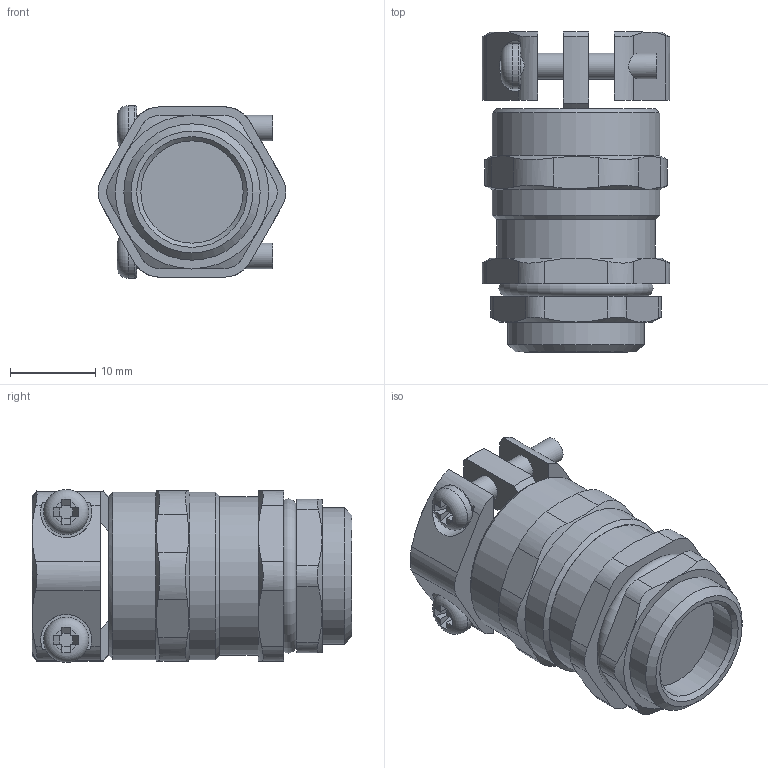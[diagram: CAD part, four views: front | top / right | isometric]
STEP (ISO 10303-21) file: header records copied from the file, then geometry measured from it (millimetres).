
FILE_DESCRIPTION(/* description */ ('ВКХ-ЛР-М16-10-L8'),/* implementation_level */ '2;1');
FILE_NAME(/* name */ '',/* time_stamp */ '2025-07-17T11:04:20+07:00',/* author */ ('zeta-86'),/* organization */ (''),/* preprocessor_version */ 'ST-DEVELOPER v19.2',/* originating_system */ 'Autodesk Inventor 2024',/* authorisation */ '');
FILE_SCHEMA (('AUTOMOTIVE_DESIGN { 1 0 10303 214 3 1 1 }'));
Length unit declared in the file: millimetre
Products named in the file (1): zeta34754 ВКХ-ЛР-М1
6-10-L8
Bounding box: 22.01 x 37.55 x 20.3 mm (x, y, z)
Volume: 9386 mm3; surface area: 4543 mm2
Topology: 2 solids, 2 shells, 251 faces, 693 edges, 450 vertices
Faces by surface type: plane 87, cylinder 83, cone 70, torus 11
Full cylindrical faces by diameter (mm): 2.4 x2, 3 x4, 3.2 x4, 5.3 x2, 12 x1, 14.3 x1, 14.5 x1, 16 x1, 18.6 x1, 19.7 x2
Entity records: 8374 total; most frequent: CARTESIAN_POINT 2278, ORIENTED_EDGE 1386, DIRECTION 1197, EDGE_CURVE 693, AXIS2_PLACEMENT_3D 468, VERTEX_POINT 450, EDGE_LOOP 266, LINE 261
